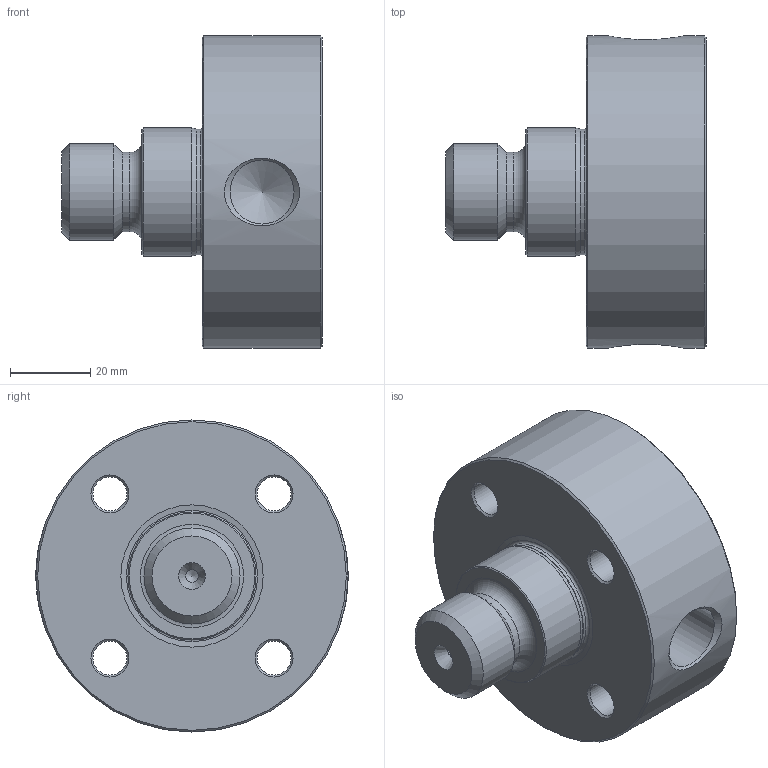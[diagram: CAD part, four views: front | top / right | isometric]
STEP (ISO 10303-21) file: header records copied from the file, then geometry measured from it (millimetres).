
FILE_DESCRIPTION (( 'STEP AP214' ), '1' );
FILE_NAME ('AD 78-30.STEP', '2014-07-01T09:57:21', ( '' ), ( '' ), 'SwSTEP 2.0', 'SolidWorks 2014', '' );
FILE_SCHEMA (( 'AUTOMOTIVE_DESIGN' ));
Length unit declared in the file: millimetre
Products named in the file (1): AD 78-30
Bounding box: 65 x 78 x 78 mm (x, y, z)
Volume: 135799.4 mm3; surface area: 27782.2 mm2
Topology: 1 solids, 1 shells, 62 faces, 138 edges, 85 vertices
Faces by surface type: cone 29, cylinder 21, plane 9, torus 3
Full cylindrical faces by diameter (mm): 3.15 x1, 8.5 x4, 10.2 x3, 13.5 x4, 16 x2, 18 x1, 18.2 x1, 19.8 x1, 24 x1, 31.4 x1, 32 x1, 78 x1
Entity records: 1513 total; most frequent: CARTESIAN_POINT 366, DIRECTION 252, EDGE_LOOP 130, ORIENTED_EDGE 130, AXIS2_PLACEMENT_3D 126, FACE_OUTER_BOUND 86, VERTEX_POINT 65, EDGE_CURVE 65
